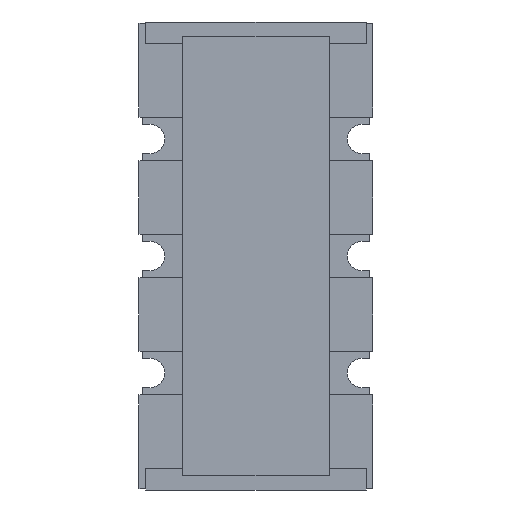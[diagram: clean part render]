
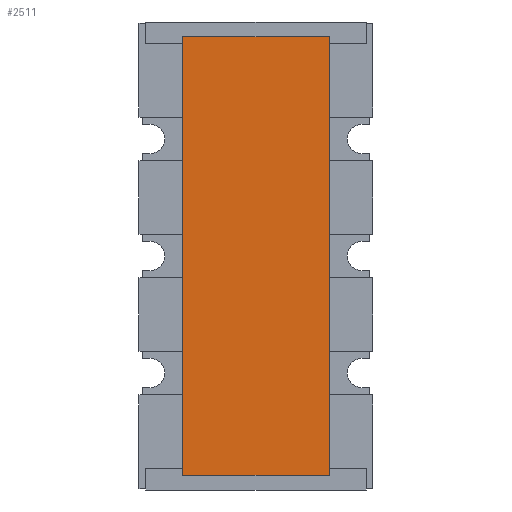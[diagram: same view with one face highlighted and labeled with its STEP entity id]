
A CAD part, front view. The second image highlights one B-rep face of the part: STEP entity #2511.
In plain terms, the highlighted planar face has unit normal (0, -1, 0).
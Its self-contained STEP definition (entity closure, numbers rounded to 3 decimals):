
#263=FACE_OUTER_BOUND('',#381,.T.);
#381=EDGE_LOOP('',(#2275,#2276,#2277,#2278));
#552=LINE('',#3610,#880);
#587=LINE('',#3672,#915);
#709=LINE('',#3932,#1037);
#710=LINE('',#3934,#1038);
#880=VECTOR('',#2918,3.);
#915=VECTOR('',#2969,3.);
#1037=VECTOR('',#3247,1.);
#1038=VECTOR('',#3250,1.);
#1182=VERTEX_POINT('',#3607);
#1183=VERTEX_POINT('',#3609);
#1201=VERTEX_POINT('',#3669);
#1202=VERTEX_POINT('',#3671);
#1438=EDGE_CURVE('',#1183,#1182,#552,.T.);
#1473=EDGE_CURVE('',#1202,#1201,#587,.T.);
#1601=EDGE_CURVE('',#1182,#1202,#709,.T.);
#1602=EDGE_CURVE('',#1201,#1183,#710,.T.);
#2275=ORIENTED_EDGE('',*,*,#1473,.T.);
#2276=ORIENTED_EDGE('',*,*,#1602,.T.);
#2277=ORIENTED_EDGE('',*,*,#1438,.T.);
#2278=ORIENTED_EDGE('',*,*,#1601,.T.);
#2393=PLANE('',#2661);
#2511=ADVANCED_FACE('',(#263),#2393,.T.);
#2661=AXIS2_PLACEMENT_3D('',#3933,#3248,#3249);
#2918=DIRECTION('',(0.,0.,-1.));
#2969=DIRECTION('',(0.,0.,1.));
#3247=DIRECTION('',(1.,0.,0.));
#3248=DIRECTION('center_axis',(0.,-1.,0.));
#3249=DIRECTION('ref_axis',(-1.,0.,0.));
#3250=DIRECTION('',(-1.,0.,0.));
#3607=CARTESIAN_POINT('',(-0.5,-0.258,0.1));
#3609=CARTESIAN_POINT('',(-0.5,-0.258,3.1));
#3610=CARTESIAN_POINT('',(-0.5,-0.258,3.1));
#3669=CARTESIAN_POINT('',(0.5,-0.258,3.1));
#3671=CARTESIAN_POINT('',(0.5,-0.258,0.1));
#3672=CARTESIAN_POINT('',(0.5,-0.258,0.1));
#3932=CARTESIAN_POINT('',(-0.5,-0.258,0.1));
#3933=CARTESIAN_POINT('Origin',(0.,-0.258,0.));
#3934=CARTESIAN_POINT('',(0.5,-0.258,3.1));
